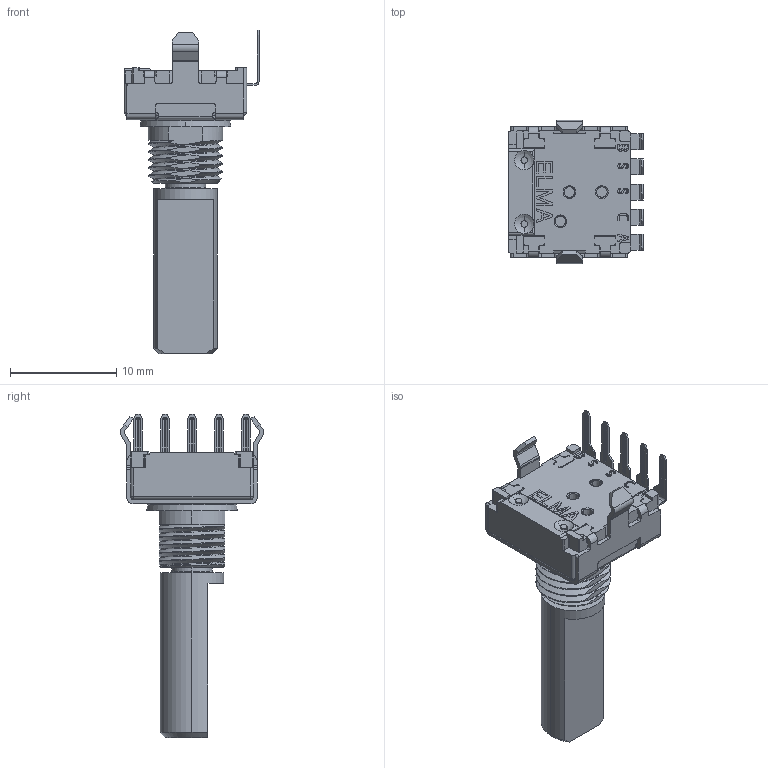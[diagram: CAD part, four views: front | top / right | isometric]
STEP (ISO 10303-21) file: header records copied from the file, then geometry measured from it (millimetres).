
FILE_DESCRIPTION(('OneSpaceDesigner STEP Export'),'2;1');
FILE_NAME('E33-VTXXX-M01X.stp','2009-12-24T11:33:39',(''),(''),'OneSpace Designer STEP processor for AP214 (Solid Model)','OneSpace Designer 13.20A 18-Aug-2005 (C) CoCreate Software GmbH','');
FILE_SCHEMA(('AUTOMOTIVE_DESIGN { 1 0 10303 214 1 1 1 1 }'));
Length unit declared in the file: millimetre
Products named in the file (2): E33-VTXXX-M01X
Assembly tree (1 placements, depth 2):
  E33-VTXXX-M01X
    E33-VTXXX-M01X
Bounding box: 12.73 x 13.5 x 30.4 mm (x, y, z)
Volume: 1216.1 mm3; surface area: 1202.4 mm2
Topology: 1 solids, 1 shells, 766 faces, 2078 edges, 1322 vertices
Faces by surface type: plane 345, cylinder 284, torus 108, cone 15, bspline 10, sphere 4
Entity records: 25392 total; most frequent: CARTESIAN_POINT 7176, ORIENTED_EDGE 4140, DIRECTION 3479, EDGE_CURVE 2070, VERTEX_POINT 1322, VECTOR 1165, LINE 1165, AXIS2_PLACEMENT_3D 1157
